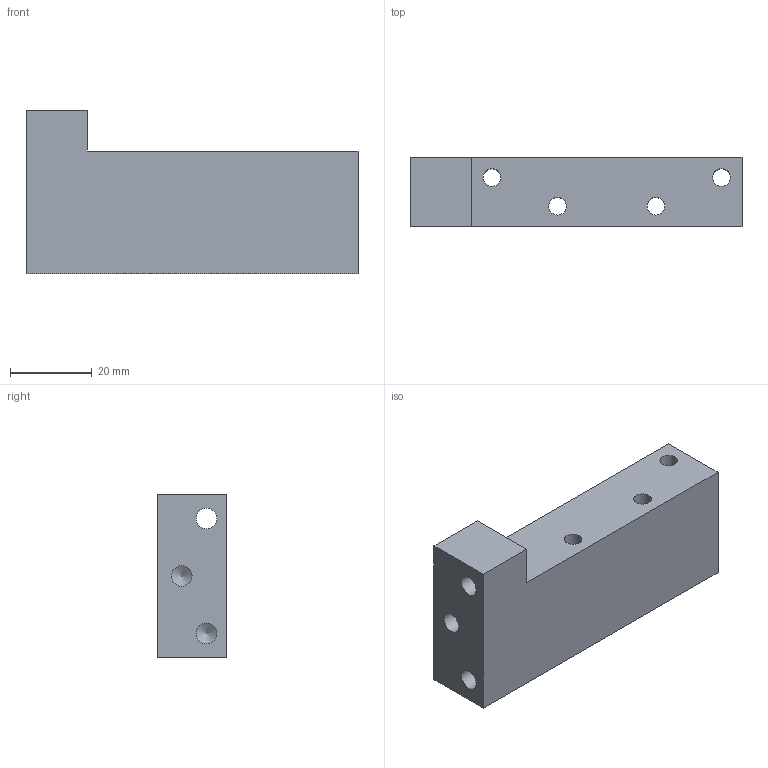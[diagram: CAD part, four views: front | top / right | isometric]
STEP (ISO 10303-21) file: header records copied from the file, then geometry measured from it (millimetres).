
FILE_DESCRIPTION(/* description */ (''),/* implementation_level */ '2;1');
FILE_NAME(/* name */ 'Adaptor Plate 2.step',/* time_stamp */ '2022-11-25T11:55:20+01:00',/* author */ (''),/* organization */ (''),/* preprocessor_version */ 'ST-DEVELOPER v19.2',/* originating_system */ 'Autodesk Translation Framework v11.17.0.187',/* authorisation */ '');
FILE_SCHEMA (('AUTOMOTIVE_DESIGN { 1 0 10303 214 3 1 1 }'));
Length unit declared in the file: millimetre
Products named in the file (1): L
Bounding box: 81 x 17 x 40 mm (x, y, z)
Volume: 40486.4 mm3; surface area: 11690 mm2
Topology: 1 solids, 1 shells, 25 faces, 55 edges, 36 vertices
Faces by surface type: plane 12, cylinder 11, cone 2
Full cylindrical faces by diameter (mm): 4.3 x4, 5.035 x3, 8 x4
Entity records: 738 total; most frequent: DIRECTION 127, CARTESIAN_POINT 115, ORIENTED_EDGE 106, EDGE_CURVE 53, AXIS2_PLACEMENT_3D 48, EDGE_LOOP 41, VERTEX_POINT 36, LINE 31
